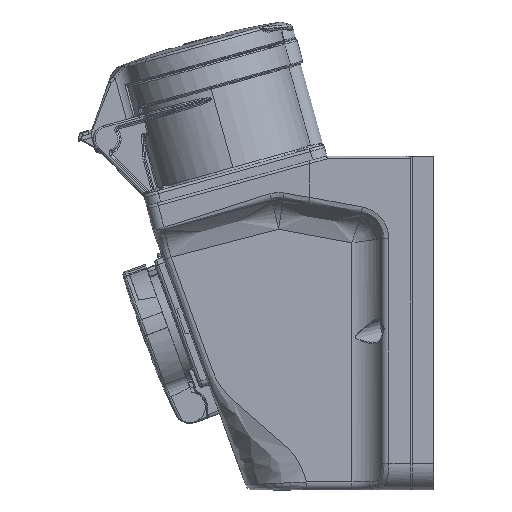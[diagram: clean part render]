
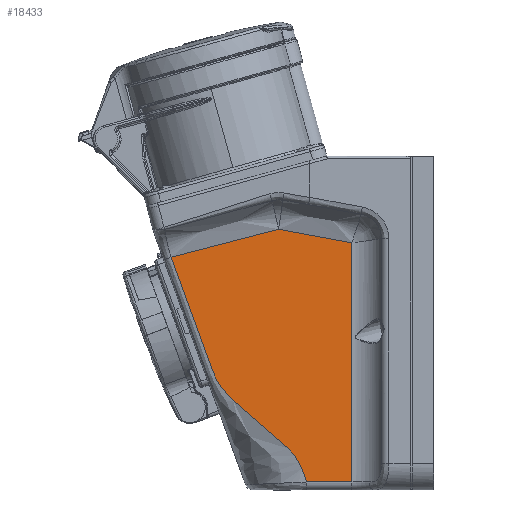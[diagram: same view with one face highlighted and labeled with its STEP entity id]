
A CAD part, left-side view. The second image highlights one B-rep face of the part: STEP entity #18433.
In plain terms, the highlighted planar face has unit normal (-1, 0.009, 0).
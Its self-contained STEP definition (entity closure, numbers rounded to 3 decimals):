
#464 = CARTESIAN_POINT ( 'NONE',  ( -30.395, 30.63, -122. ) ) ;
#2560 = B_SPLINE_CURVE_WITH_KNOTS ( 'NONE', 3,
 ( #24045, #69607, #6303, #15332 ),
 .UNSPECIFIED., .F., .F.,
 ( 4, 4 ),
 ( 0., 0.028 ),
 .UNSPECIFIED. ) ;
#6303 = CARTESIAN_POINT ( 'NONE',  ( -30.23, 48.916, -29.108 ) ) ;
#6548 = CARTESIAN_POINT ( 'NONE',  ( -30.5, 19., -122. ) ) ;
#7114 = DIRECTION ( 'NONE',  ( -1., 0.009, 0. ) ) ;
#14616 = LINE ( 'NONE', #65101, #57078 ) ;
#15121 = CARTESIAN_POINT ( 'NONE',  ( -29.784, 98.254, -37.834 ) ) ;
#15332 = CARTESIAN_POINT ( 'NONE',  ( -30.147, 58.054, -27.388 ) ) ;
#15588 = DIRECTION ( 'NONE',  ( -0.009, -1., 0. ) ) ;
#16825 = CARTESIAN_POINT ( 'NONE',  ( -29.905, 84.84, -34.407 ) ) ;
#17653 = EDGE_CURVE ( 'NONE', #38983, #98396, #14616, .T. ) ;
#18433 = ADVANCED_FACE ( 'NONE', ( #113627 ), #115081, .T. ) ;
#21955 = EDGE_CURVE ( 'NONE', #98396, #69347, #2560, .T. ) ;
#22721 = CARTESIAN_POINT ( 'NONE',  ( -29.926, 82.58, -80.899 ) ) ;
#23178 = VERTEX_POINT ( 'NONE', #15121 ) ;
#24045 = CARTESIAN_POINT ( 'NONE',  ( -30.395, 30.63, -32.481 ) ) ;
#28090 = EDGE_CURVE ( 'NONE', #108631, #38983, #58503, .T. ) ;
#31892 = CARTESIAN_POINT ( 'NONE',  ( -30.18, 54.428, -103.166 ) ) ;
#38243 = DIRECTION ( 'NONE',  ( 0., 0., 1. ) ) ;
#38983 = VERTEX_POINT ( 'NONE', #464 ) ;
#40968 = CARTESIAN_POINT ( 'NONE',  ( -30.232, 48.66, -119.014 ) ) ;
#44827 = ORIENTED_EDGE ( 'NONE', *, *, #21955, .T. ) ;
#50026 = CARTESIAN_POINT ( 'NONE',  ( -30.242, 47.573, -122. ) ) ;
#52853 = CARTESIAN_POINT ( 'NONE',  ( -30.026, 71.44, -30.922 ) ) ;
#56295 = CARTESIAN_POINT ( 'NONE',  ( -30.147, 58.054, -27.388 ) ) ;
#57078 = VECTOR ( 'NONE', #38243, 1000. ) ;
#58503 = LINE ( 'NONE', #6548, #82635 ) ;
#58731 = CARTESIAN_POINT ( 'NONE',  ( -29.831, 93.03, -52.189 ) ) ;
#59590 = ORIENTED_EDGE ( 'NONE', *, *, #82683, .T. ) ;
#60065 = ORIENTED_EDGE ( 'NONE', *, *, #28090, .T. ) ;
#61431 = ORIENTED_EDGE ( 'NONE', *, *, #17653, .T. ) ;
#61958 = CARTESIAN_POINT ( 'NONE',  ( -30.147, 58.054, -27.388 ) ) ;
#64250 = CARTESIAN_POINT ( 'NONE',  ( -30.395, 30.63, -32.481 ) ) ;
#65101 = CARTESIAN_POINT ( 'NONE',  ( -30.395, 30.63, -22.5 ) ) ;
#65702 = AXIS2_PLACEMENT_3D ( 'NONE', #115463, #7114, #70412 ) ;
#67865 = CARTESIAN_POINT ( 'NONE',  ( -29.784, 98.254, -37.834 ) ) ;
#69347 = VERTEX_POINT ( 'NONE', #56295 ) ;
#69382 = ORIENTED_EDGE ( 'NONE', *, *, #84940, .T. ) ;
#69607 = CARTESIAN_POINT ( 'NONE',  ( -30.312, 39.775, -30.805 ) ) ;
#70412 = DIRECTION ( 'NONE',  ( 0.009, 1., 0. ) ) ;
#76967 = CARTESIAN_POINT ( 'NONE',  ( -29.878, 87.805, -66.544 ) ) ;
#80173 = CARTESIAN_POINT ( 'NONE',  ( -29.784, 98.254, -37.834 ) ) ;
#82635 = VECTOR ( 'NONE', #15588, 1000. ) ;
#82683 = EDGE_CURVE ( 'NONE', #23178, #108631, #104772, .T. ) ;
#84940 = EDGE_CURVE ( 'NONE', #69347, #23178, #111499, .T. ) ;
#86076 = CARTESIAN_POINT ( 'NONE',  ( -29.973, 77.355, -95.254 ) ) ;
#95223 = CARTESIAN_POINT ( 'NONE',  ( -30.227, 49.203, -117.521 ) ) ;
#97537 = CARTESIAN_POINT ( 'NONE',  ( -30.242, 47.573, -122. ) ) ;
#98396 = VERTEX_POINT ( 'NONE', #64250 ) ;
#104314 = CARTESIAN_POINT ( 'NONE',  ( -30.237, 48.116, -120.507 ) ) ;
#104772 = B_SPLINE_CURVE_WITH_KNOTS ( 'NONE', 3,
 ( #67865, #58731, #76967, #22721, #86076, #31892, #95223, #40968, #104314, #50026 ),
 .UNSPECIFIED., .F., .F.,
 ( 4, 3, 3, 4 ),
 ( 0., 0.153, 0.307, 0.323 ),
 .UNSPECIFIED. ) ;
#105875 = EDGE_LOOP ( 'NONE', ( #59590, #60065, #61431, #44827, #69382 ) ) ;
#108631 = VERTEX_POINT ( 'NONE', #97537 ) ;
#111499 = B_SPLINE_CURVE_WITH_KNOTS ( 'NONE', 3,
 ( #61958, #52853, #16825, #80173 ),
 .UNSPECIFIED., .F., .F.,
 ( 4, 4 ),
 ( 0., 0.042 ),
 .UNSPECIFIED. ) ;
#113627 = FACE_OUTER_BOUND ( 'NONE', #105875, .T. ) ;
#115081 = PLANE ( 'NONE',  #65702 ) ;
#115463 = CARTESIAN_POINT ( 'NONE',  ( -30.5, 19., -22.5 ) ) ;
